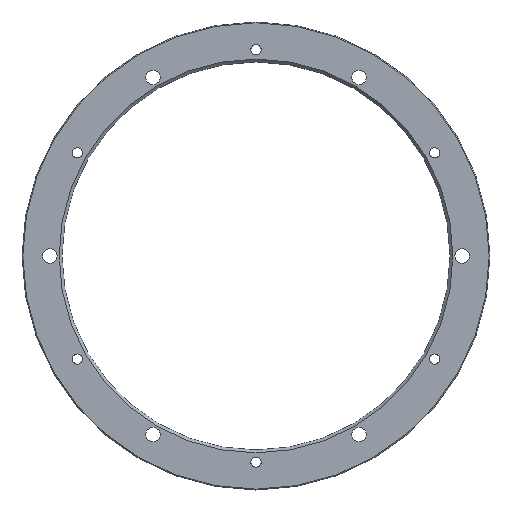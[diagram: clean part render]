
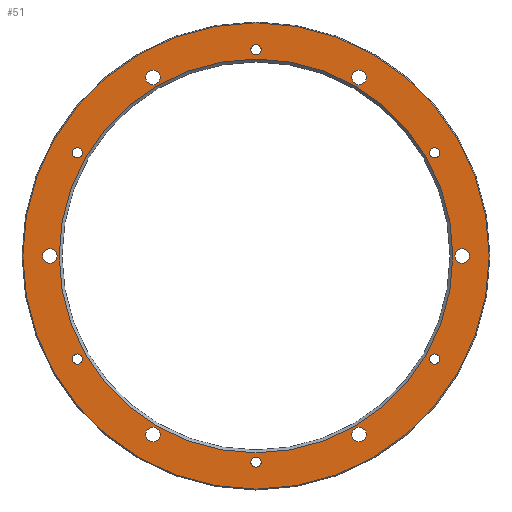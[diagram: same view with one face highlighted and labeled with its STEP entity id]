
A CAD part, top view. The second image highlights one B-rep face of the part: STEP entity #51.
In plain terms, the highlighted planar face has unit normal (0, 0, 1).
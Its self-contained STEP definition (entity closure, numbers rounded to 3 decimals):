
#51=ADVANCED_FACE('',(#78,#79,#80,#81,#82,#83,#84,#85,#86,#87,#88,#89,#90,
#91),#75,.T.);
#75=PLANE('',#493);
#78=FACE_BOUND('',#150,.T.);
#79=FACE_BOUND('',#151,.T.);
#80=FACE_BOUND('',#152,.T.);
#81=FACE_BOUND('',#153,.T.);
#82=FACE_BOUND('',#154,.T.);
#83=FACE_BOUND('',#155,.T.);
#84=FACE_BOUND('',#156,.T.);
#85=FACE_BOUND('',#157,.T.);
#86=FACE_BOUND('',#158,.T.);
#87=FACE_BOUND('',#159,.T.);
#88=FACE_BOUND('',#160,.T.);
#89=FACE_BOUND('',#161,.T.);
#90=FACE_BOUND('',#162,.T.);
#91=FACE_BOUND('',#163,.T.);
#150=EDGE_LOOP('',(#222));
#151=EDGE_LOOP('',(#223));
#152=EDGE_LOOP('',(#224));
#153=EDGE_LOOP('',(#225));
#154=EDGE_LOOP('',(#226));
#155=EDGE_LOOP('',(#227));
#156=EDGE_LOOP('',(#228));
#157=EDGE_LOOP('',(#229));
#158=EDGE_LOOP('',(#230));
#159=EDGE_LOOP('',(#231));
#160=EDGE_LOOP('',(#232));
#161=EDGE_LOOP('',(#233));
#162=EDGE_LOOP('',(#234));
#163=EDGE_LOOP('',(#235));
#222=ORIENTED_EDGE('',*,*,#330,.T.);
#223=ORIENTED_EDGE('',*,*,#331,.T.);
#224=ORIENTED_EDGE('',*,*,#332,.T.);
#225=ORIENTED_EDGE('',*,*,#333,.T.);
#226=ORIENTED_EDGE('',*,*,#334,.T.);
#227=ORIENTED_EDGE('',*,*,#335,.T.);
#228=ORIENTED_EDGE('',*,*,#336,.T.);
#229=ORIENTED_EDGE('',*,*,#337,.T.);
#230=ORIENTED_EDGE('',*,*,#338,.T.);
#231=ORIENTED_EDGE('',*,*,#339,.T.);
#232=ORIENTED_EDGE('',*,*,#340,.T.);
#233=ORIENTED_EDGE('',*,*,#341,.T.);
#234=ORIENTED_EDGE('',*,*,#342,.T.);
#235=ORIENTED_EDGE('',*,*,#343,.T.);
#294=VERTEX_POINT('',#699);
#295=VERTEX_POINT('',#701);
#296=VERTEX_POINT('',#703);
#297=VERTEX_POINT('',#705);
#298=VERTEX_POINT('',#707);
#299=VERTEX_POINT('',#709);
#300=VERTEX_POINT('',#711);
#301=VERTEX_POINT('',#713);
#302=VERTEX_POINT('',#715);
#303=VERTEX_POINT('',#717);
#304=VERTEX_POINT('',#719);
#305=VERTEX_POINT('',#721);
#306=VERTEX_POINT('',#723);
#307=VERTEX_POINT('',#725);
#330=EDGE_CURVE('',#294,#294,#430,.T.);
#331=EDGE_CURVE('',#295,#295,#431,.T.);
#332=EDGE_CURVE('',#296,#296,#432,.T.);
#333=EDGE_CURVE('',#297,#297,#433,.T.);
#334=EDGE_CURVE('',#298,#298,#434,.T.);
#335=EDGE_CURVE('',#299,#299,#435,.T.);
#336=EDGE_CURVE('',#300,#300,#436,.T.);
#337=EDGE_CURVE('',#301,#301,#437,.T.);
#338=EDGE_CURVE('',#302,#302,#438,.T.);
#339=EDGE_CURVE('',#303,#303,#439,.T.);
#340=EDGE_CURVE('',#304,#304,#440,.T.);
#341=EDGE_CURVE('',#305,#305,#441,.T.);
#342=EDGE_CURVE('',#306,#306,#442,.T.);
#343=EDGE_CURVE('',#307,#307,#443,.T.);
#430=CIRCLE('',#479,57.1);
#431=CIRCLE('',#480,48.21);
#432=CIRCLE('',#481,1.25);
#433=CIRCLE('',#482,1.25);
#434=CIRCLE('',#483,1.25);
#435=CIRCLE('',#484,1.25);
#436=CIRCLE('',#485,1.25);
#437=CIRCLE('',#486,1.25);
#438=CIRCLE('',#487,1.775);
#439=CIRCLE('',#488,1.775);
#440=CIRCLE('',#489,1.775);
#441=CIRCLE('',#490,1.775);
#442=CIRCLE('',#491,1.775);
#443=CIRCLE('',#492,1.775);
#479=AXIS2_PLACEMENT_3D('',#698,#565,#566);
#480=AXIS2_PLACEMENT_3D('',#700,#567,#568);
#481=AXIS2_PLACEMENT_3D('',#702,#569,#570);
#482=AXIS2_PLACEMENT_3D('',#704,#571,#572);
#483=AXIS2_PLACEMENT_3D('',#706,#573,#574);
#484=AXIS2_PLACEMENT_3D('',#708,#575,#576);
#485=AXIS2_PLACEMENT_3D('',#710,#577,#578);
#486=AXIS2_PLACEMENT_3D('',#712,#579,#580);
#487=AXIS2_PLACEMENT_3D('',#714,#581,#582);
#488=AXIS2_PLACEMENT_3D('',#716,#583,#584);
#489=AXIS2_PLACEMENT_3D('',#718,#585,#586);
#490=AXIS2_PLACEMENT_3D('',#720,#587,#588);
#491=AXIS2_PLACEMENT_3D('',#722,#589,#590);
#492=AXIS2_PLACEMENT_3D('',#724,#591,#592);
#493=AXIS2_PLACEMENT_3D('',#726,#593,#594);
#565=DIRECTION('',(0.,0.,1.));
#566=DIRECTION('',(1.,0.,0.));
#567=DIRECTION('',(0.,0.,-1.));
#568=DIRECTION('',(1.,0.,0.));
#569=DIRECTION('',(0.,0.,-1.));
#570=DIRECTION('',(-0.5,0.866,0.));
#571=DIRECTION('',(0.,0.,-1.));
#572=DIRECTION('',(0.5,0.866,0.));
#573=DIRECTION('',(0.,0.,-1.));
#574=DIRECTION('',(1.,0.,0.));
#575=DIRECTION('',(0.,0.,-1.));
#576=DIRECTION('',(0.5,-0.866,0.));
#577=DIRECTION('',(0.,0.,-1.));
#578=DIRECTION('',(-0.5,-0.866,0.));
#579=DIRECTION('',(0.,0.,-1.));
#580=DIRECTION('',(-1.,0.,0.));
#581=DIRECTION('',(0.,0.,-1.));
#582=DIRECTION('',(-0.5,0.866,0.));
#583=DIRECTION('',(0.,0.,-1.));
#584=DIRECTION('',(0.5,0.866,0.));
#585=DIRECTION('',(0.,0.,-1.));
#586=DIRECTION('',(1.,0.,0.));
#587=DIRECTION('',(0.,0.,-1.));
#588=DIRECTION('',(0.5,-0.866,0.));
#589=DIRECTION('',(0.,0.,-1.));
#590=DIRECTION('',(-0.5,-0.866,0.));
#591=DIRECTION('',(0.,0.,-1.));
#592=DIRECTION('',(-1.,0.,0.));
#593=DIRECTION('',(0.,0.,1.));
#594=DIRECTION('',(1.,0.,0.));
#698=CARTESIAN_POINT('',(0.,0.,7.));
#699=CARTESIAN_POINT('',(57.1,0.,7.));
#700=CARTESIAN_POINT('',(0.,0.,7.));
#701=CARTESIAN_POINT('',(48.21,0.,7.));
#702=CARTESIAN_POINT('',(43.734,25.25,7.));
#703=CARTESIAN_POINT('',(43.109,26.333,7.));
#704=CARTESIAN_POINT('',(43.734,-25.25,7.));
#705=CARTESIAN_POINT('',(44.359,-24.167,7.));
#706=CARTESIAN_POINT('',(0.,-50.5,7.));
#707=CARTESIAN_POINT('',(1.25,-50.5,7.));
#708=CARTESIAN_POINT('',(-43.734,-25.25,7.));
#709=CARTESIAN_POINT('',(-43.109,-26.333,7.));
#710=CARTESIAN_POINT('',(-43.734,25.25,7.));
#711=CARTESIAN_POINT('',(-44.359,24.167,7.));
#712=CARTESIAN_POINT('',(0.,50.5,7.));
#713=CARTESIAN_POINT('',(-1.25,50.5,7.));
#714=CARTESIAN_POINT('',(-25.25,43.734,7.));
#715=CARTESIAN_POINT('',(-26.138,45.271,7.));
#716=CARTESIAN_POINT('',(25.25,43.734,7.));
#717=CARTESIAN_POINT('',(26.138,45.271,7.));
#718=CARTESIAN_POINT('',(50.5,0.,7.));
#719=CARTESIAN_POINT('',(52.275,0.,7.));
#720=CARTESIAN_POINT('',(25.25,-43.734,7.));
#721=CARTESIAN_POINT('',(26.138,-45.271,7.));
#722=CARTESIAN_POINT('',(-25.25,-43.734,7.));
#723=CARTESIAN_POINT('',(-26.138,-45.271,7.));
#724=CARTESIAN_POINT('',(-50.5,0.,7.));
#725=CARTESIAN_POINT('',(-52.275,0.,7.));
#726=CARTESIAN_POINT('',(0.,0.,7.));
